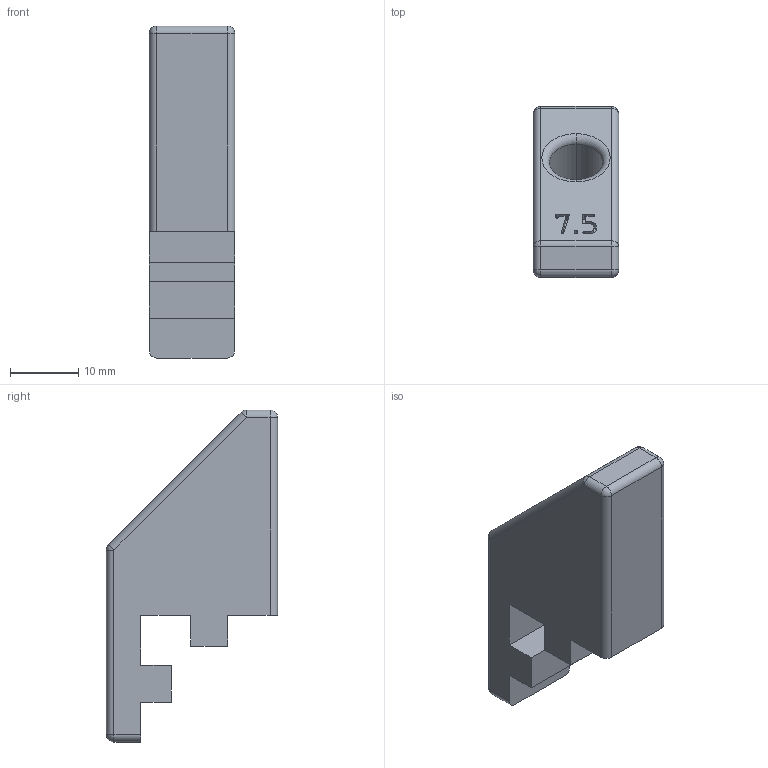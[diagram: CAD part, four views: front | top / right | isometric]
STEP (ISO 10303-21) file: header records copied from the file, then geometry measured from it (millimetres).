
FILE_DESCRIPTION (( 'STEP AP203' ), '1' );
FILE_NAME ('ô7.5.STEP', '2025-11-08T12:34:36', ( '' ), ( '' ), 'SwSTEP 2.0', 'SolidWorks 2025', '' );
FILE_SCHEMA (( 'CONFIG_CONTROL_DESIGN' ));
Length unit declared in the file: millimetre
Products named in the file (1): ф7.5
Bounding box: 12.5 x 25 x 48.5 mm (x, y, z)
Volume: 8092.1 mm3; surface area: 3456.1 mm2
Topology: 1 solids, 1 shells, 87 faces, 225 edges, 136 vertices
Faces by surface type: plane 39, bspline 22, cylinder 16, sphere 8, torus 2
Entity records: 3412 total; most frequent: CARTESIAN_POINT 1391, ORIENTED_EDGE 434, DIRECTION 341, EDGE_CURVE 217, VECTOR 137, LINE 137, VERTEX_POINT 136, AXIS2_PLACEMENT_3D 102
